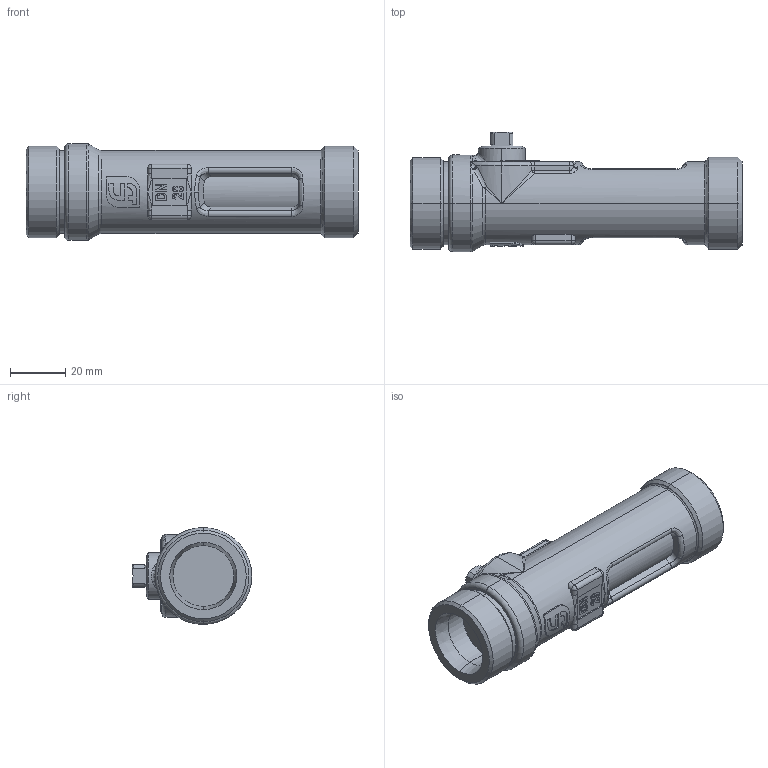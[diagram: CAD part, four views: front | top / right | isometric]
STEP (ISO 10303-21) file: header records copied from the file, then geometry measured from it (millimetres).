
FILE_DESCRIPTION (( 'STEP AP214' ), '1' );
FILE_NAME ('SW007078.STEP', '2019-04-10T13:03:19', ( '' ), ( '' ), 'SwSTEP 2.0', 'SolidWorks 2016', '' );
FILE_SCHEMA (( 'AUTOMOTIVE_DESIGN' ));
Length unit declared in the file: millimetre
Products named in the file (1): SW007078
Bounding box: 120 x 43.2 x 35 mm (x, y, z)
Volume: 83440.2 mm3; surface area: 16579 mm2
Topology: 1 solids, 2 shells, 475 faces, 1210 edges, 757 vertices
Faces by surface type: plane 218, bspline 113, cylinder 89, cone 31, torus 15, sphere 9
Entity records: 24111 total; most frequent: CARTESIAN_POINT 8241, ORIENTED_EDGE 2384, DIRECTION 1933, EDGE_CURVE 1192, VERTEX_POINT 757, AXIS2_PLACEMENT_3D 645, LINE 643, VECTOR 643
